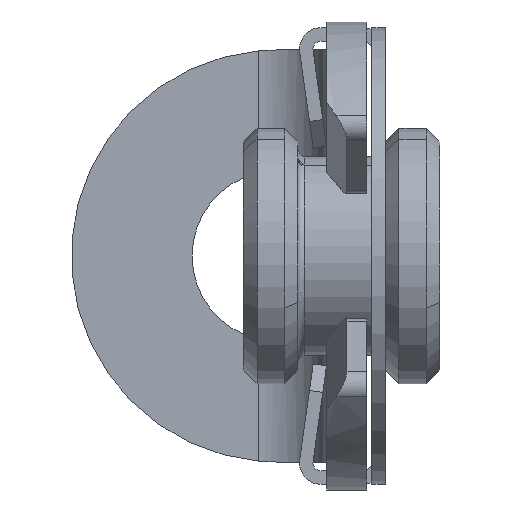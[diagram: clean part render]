
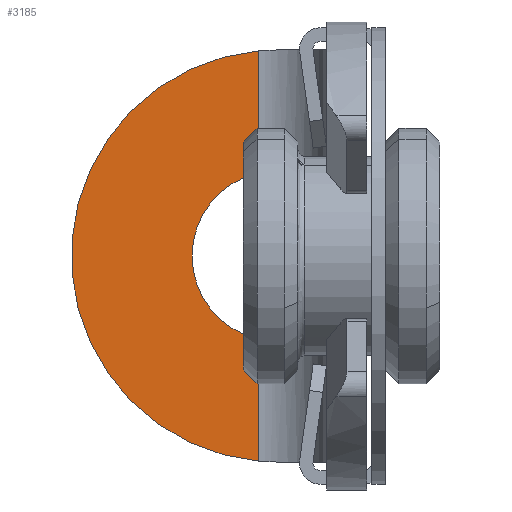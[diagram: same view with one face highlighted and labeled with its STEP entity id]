
A CAD part, left-side view. The second image highlights one B-rep face of the part: STEP entity #3185.
In plain terms, the highlighted planar face has unit normal (-1, 0, 0).
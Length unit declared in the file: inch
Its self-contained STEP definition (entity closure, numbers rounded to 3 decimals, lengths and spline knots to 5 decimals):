
#101 = ORIENTED_EDGE ( 'NONE', *, *, #1687, .T. ) ;
#111 = DIRECTION ( 'NONE',  ( 0., 1., 0. ) ) ;
#231 = CIRCLE ( 'NONE', #1793, 0.302 ) ;
#283 = VERTEX_POINT ( 'NONE', #2348 ) ;
#407 = CARTESIAN_POINT ( 'NONE',  ( 1.122, 0.18616, -0.12182 ) ) ;
#495 = ORIENTED_EDGE ( 'NONE', *, *, #1325, .F. ) ;
#499 = ORIENTED_EDGE ( 'NONE', *, *, #2493, .T. ) ;
#572 = AXIS2_PLACEMENT_3D ( 'NONE', #3285, #2205, #111 ) ;
#863 = AXIS2_PLACEMENT_3D ( 'NONE', #1922, #1913, #2717 ) ;
#931 = CARTESIAN_POINT ( 'NONE',  ( 1.122, 0.18616, -0.3007 ) ) ;
#1117 = DIRECTION ( 'NONE',  ( 0., 0., 1. ) ) ;
#1155 = FACE_OUTER_BOUND ( 'NONE', #3235, .T. ) ;
#1215 = ORIENTED_EDGE ( 'NONE', *, *, #3229, .T. ) ;
#1260 = CARTESIAN_POINT ( 'NONE',  ( 1.122, 0.15816, 0. ) ) ;
#1292 = VERTEX_POINT ( 'NONE', #931 ) ;
#1322 = AXIS2_PLACEMENT_3D ( 'NONE', #1260, #2859, #2572 ) ;
#1325 = EDGE_CURVE ( 'NONE', #1292, #283, #231, .T. ) ;
#1387 = CARTESIAN_POINT ( 'NONE',  ( 1.122, 0.18616, 0.343 ) ) ;
#1418 = PLANE ( 'NONE',  #863 ) ;
#1453 = VERTEX_POINT ( 'NONE', #407 ) ;
#1648 = LINE ( 'NONE', #1387, #2299 ) ;
#1687 = EDGE_CURVE ( 'NONE', #3275, #283, #3417, .T. ) ;
#1700 = DIRECTION ( 'NONE',  ( 1., 0., 0. ) ) ;
#1783 = CARTESIAN_POINT ( 'NONE',  ( 1.122, 0.28316, 0. ) ) ;
#1793 = AXIS2_PLACEMENT_3D ( 'NONE', #2834, #1700, #2492 ) ;
#1913 = DIRECTION ( 'NONE',  ( -1., 0., 0. ) ) ;
#1922 = CARTESIAN_POINT ( 'NONE',  ( 1.122, 0.02716, 0.343 ) ) ;
#2005 = VECTOR ( 'NONE', #1117, 39.37008 ) ;
#2205 = DIRECTION ( 'NONE',  ( 1., 0., 0. ) ) ;
#2299 = VECTOR ( 'NONE', #2978, 39.37008 ) ;
#2348 = CARTESIAN_POINT ( 'NONE',  ( 1.122, 0.18616, 0.3007 ) ) ;
#2492 = DIRECTION ( 'NONE',  ( 0., -1., 0. ) ) ;
#2493 = EDGE_CURVE ( 'NONE', #3004, #3275, #3395, .T. ) ;
#2572 = DIRECTION ( 'NONE',  ( 0., 1., 0. ) ) ;
#2685 = CARTESIAN_POINT ( 'NONE',  ( 1.122, 0.18616, 0.49157 ) ) ;
#2717 = DIRECTION ( 'NONE',  ( 0., -1., 0. ) ) ;
#2834 = CARTESIAN_POINT ( 'NONE',  ( 1.122, 0.15816, 0. ) ) ;
#2859 = DIRECTION ( 'NONE',  ( 1., 0., 0. ) ) ;
#2978 = DIRECTION ( 'NONE',  ( 0., 0., 1. ) ) ;
#2989 = CARTESIAN_POINT ( 'NONE',  ( 1.122, 0.18616, 0.12182 ) ) ;
#3004 = VERTEX_POINT ( 'NONE', #1783 ) ;
#3130 = CIRCLE ( 'NONE', #572, 0.125 ) ;
#3185 = ADVANCED_FACE ( 'NONE', ( #1155 ), #1418, .T. ) ;
#3217 = ORIENTED_EDGE ( 'NONE', *, *, #3329, .T. ) ;
#3229 = EDGE_CURVE ( 'NONE', #1292, #1453, #1648, .T. ) ;
#3235 = EDGE_LOOP ( 'NONE', ( #1215, #3217, #499, #101, #495 ) ) ;
#3275 = VERTEX_POINT ( 'NONE', #2989 ) ;
#3285 = CARTESIAN_POINT ( 'NONE',  ( 1.122, 0.15816, 0. ) ) ;
#3329 = EDGE_CURVE ( 'NONE', #1453, #3004, #3130, .T. ) ;
#3395 = CIRCLE ( 'NONE', #1322, 0.125 ) ;
#3417 = LINE ( 'NONE', #2685, #2005 ) ;
